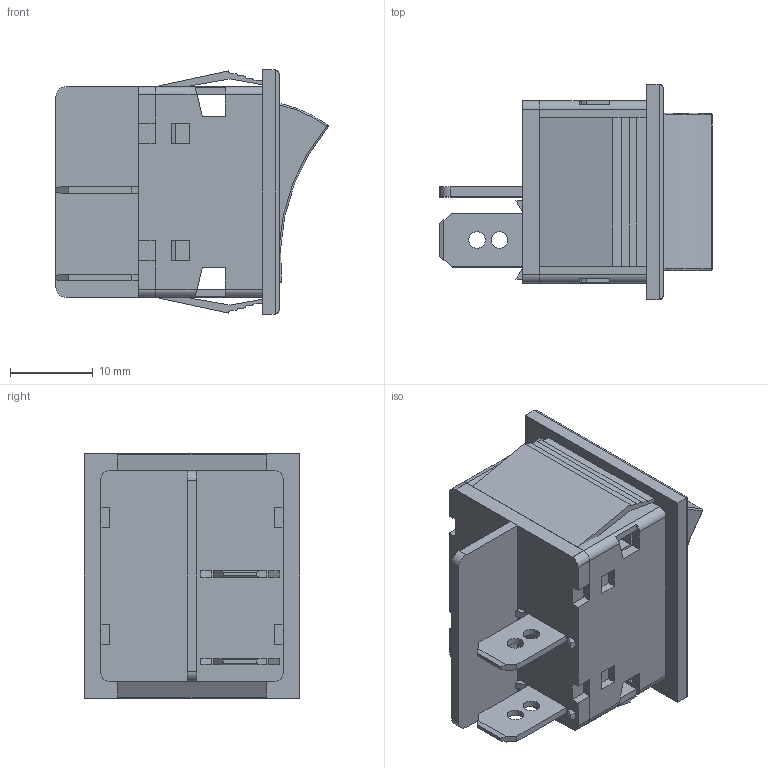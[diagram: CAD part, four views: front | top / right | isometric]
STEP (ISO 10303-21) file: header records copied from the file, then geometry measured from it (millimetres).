
FILE_DESCRIPTION(/* description */ (''),/* implementation_level */ '2;1');
FILE_NAME(/* name */ 'PS-03.stp',/* time_stamp */ '2013-08-10T10:24:38+06:00',/* author */ (''),/* organization */ (''),/* preprocessor_version */ 'ST-DEVELOPER v14',/* originating_system */ 'SIEMENS PLM Software NX 8.0',/* authorisation */ '');
FILE_SCHEMA (('CONFIG_CONTROL_DESIGN'));
Length unit declared in the file: millimetre
Products named in the file (1): PS-03
Bounding box: 32.91 x 26 x 29.5 mm (x, y, z)
Volume: 12854.8 mm3; surface area: 9341.8 mm2
Topology: 11 solids, 11 shells, 207 faces, 542 edges, 352 vertices
Faces by surface type: plane 175, cylinder 24, torus 4, sphere 4
Full cylindrical faces by diameter (mm): 2 x4
Entity records: 6346 total; most frequent: CARTESIAN_POINT 1126, ORIENTED_EDGE 1072, DIRECTION 1012, EDGE_CURVE 536, LINE 472, VECTOR 472, VERTEX_POINT 352, AXIS2_PLACEMENT_3D 270
